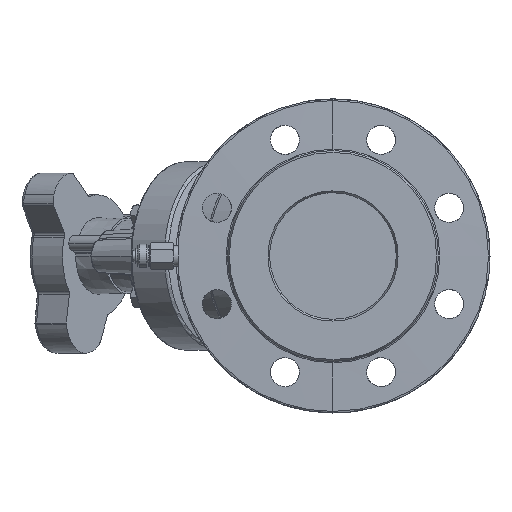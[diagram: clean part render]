
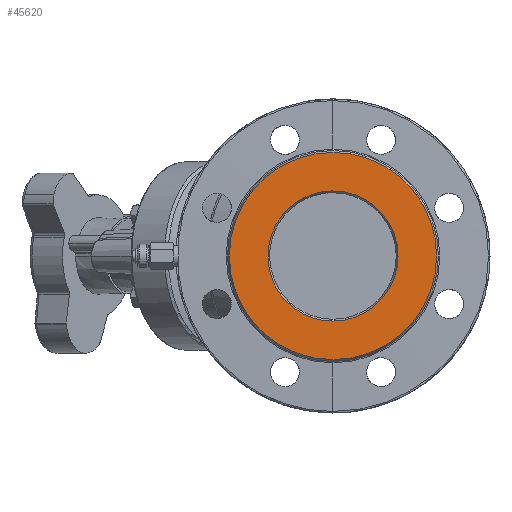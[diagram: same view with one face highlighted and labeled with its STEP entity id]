
A CAD part, left-side view. The second image highlights one B-rep face of the part: STEP entity #45620.
In plain terms, the highlighted planar face has unit normal (-1, 0, 0).
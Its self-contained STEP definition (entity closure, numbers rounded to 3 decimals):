
#713=CARTESIAN_POINT('Vertex',(-75.,0.,-41.443)) ;
#716=CARTESIAN_POINT('Axis2P3D Location',(-75.,0.,0.)) ;
#720=CARTESIAN_POINT('Vertex',(-75.,0.,41.443)) ;
#740=CARTESIAN_POINT('Axis2P3D Location',(-75.,0.,0.)) ;
#744=CARTESIAN_POINT('Vertex',(-75.,0.,66.)) ;
#746=CARTESIAN_POINT('Vertex',(-75.,0.,-66.)) ;
#45576=CARTESIAN_POINT('Axis2P3D Location',(-75.,0.,0.)) ;
#45581=CARTESIAN_POINT('Axis2P3D Location',(-75.,0.,0.)) ;
#45591=CARTESIAN_POINT('Control Point',(-75.,0.,-41.443)) ;
#45592=CARTESIAN_POINT('Control Point',(-75.,3.785,-41.443)) ;
#45593=CARTESIAN_POINT('Control Point',(-75.,7.569,-41.011)) ;
#45594=CARTESIAN_POINT('Control Point',(-75.,11.288,-40.147)) ;
#45595=CARTESIAN_POINT('Control Point',(-75.,18.463,-37.586)) ;
#45596=CARTESIAN_POINT('Control Point',(-75.,24.875,-33.473)) ;
#45597=CARTESIAN_POINT('Control Point',(-75.,27.832,-31.058)) ;
#45598=CARTESIAN_POINT('Control Point',(-75.,33.142,-25.595)) ;
#45599=CARTESIAN_POINT('Control Point',(-75.,37.085,-19.077)) ;
#45600=CARTESIAN_POINT('Control Point',(-75.,38.674,-15.605)) ;
#45601=CARTESIAN_POINT('Control Point',(-75.,41.032,-8.361)) ;
#45602=CARTESIAN_POINT('Control Point',(-75.,41.697,-0.772)) ;
#45603=CARTESIAN_POINT('Control Point',(-75.,41.593,3.045)) ;
#45604=CARTESIAN_POINT('Control Point',(-75.,40.515,10.586)) ;
#45605=CARTESIAN_POINT('Control Point',(-75.,37.766,17.691)) ;
#45606=CARTESIAN_POINT('Control Point',(-75.,35.99,21.071)) ;
#45607=CARTESIAN_POINT('Control Point',(-75.,31.697,27.365)) ;
#45608=CARTESIAN_POINT('Control Point',(-75.,26.097,32.529)) ;
#45609=CARTESIAN_POINT('Control Point',(-75.,23.013,34.78)) ;
#45610=CARTESIAN_POINT('Control Point',(-75.,16.781,38.312)) ;
#45611=CARTESIAN_POINT('Control Point',(-75.,9.952,40.439)) ;
#45612=CARTESIAN_POINT('Control Point',(-75.,6.665,41.108)) ;
#45613=CARTESIAN_POINT('Control Point',(-75.,3.332,41.443)) ;
#45614=CARTESIAN_POINT('Control Point',(-75.,0.,41.443)) ;
#717=DIRECTION('Axis2P3D Direction',(-1.,0.,0.)) ;
#741=DIRECTION('Axis2P3D Direction',(1.,0.,0.)) ;
#45577=DIRECTION('Axis2P3D Direction',(-1.,0.,0.)) ;
#45578=DIRECTION('Axis2P3D XDirection',(0.,0.,1.)) ;
#45582=DIRECTION('Axis2P3D Direction',(-1.,0.,0.)) ;
#718=AXIS2_PLACEMENT_3D('Circle Axis2P3D',#716,#717,$) ;
#742=AXIS2_PLACEMENT_3D('Circle Axis2P3D',#740,#741,$) ;
#45579=AXIS2_PLACEMENT_3D('Plane Axis2P3D',#45576,#45577,#45578) ;
#45583=AXIS2_PLACEMENT_3D('Circle Axis2P3D',#45581,#45582,$) ;
#719=CIRCLE('generated circle',#718,41.443) ;
#743=CIRCLE('generated circle',#742,66.) ;
#45584=CIRCLE('generated circle',#45583,66.) ;
#45580=PLANE('',#45579) ;
#45619=FACE_BOUND('',#45616,.T.) ;
#722=EDGE_CURVE('',#721,#714,#719,.F.) ;
#748=EDGE_CURVE('',#745,#747,#743,.F.) ;
#45585=EDGE_CURVE('',#747,#745,#45584,.T.) ;
#45615=EDGE_CURVE('',#714,#721,#45590,.T.) ;
#45587=ORIENTED_EDGE('',*,*,#45585,.T.) ;
#45588=ORIENTED_EDGE('',*,*,#748,.T.) ;
#45617=ORIENTED_EDGE('',*,*,#722,.T.) ;
#45618=ORIENTED_EDGE('',*,*,#45615,.T.) ;
#45586=EDGE_LOOP('',(#45587,#45588)) ;
#45616=EDGE_LOOP('',(#45617,#45618)) ;
#714=VERTEX_POINT('',#713) ;
#721=VERTEX_POINT('',#720) ;
#745=VERTEX_POINT('',#744) ;
#747=VERTEX_POINT('',#746) ;
#45620=ADVANCED_FACE('NONE',(#45589,#45619),#45580,.T.) ;
#45590=B_SPLINE_CURVE_WITH_KNOTS('',5,(#45591,#45592,#45593,#45594,#45595,#45596,#45597,#45598,#45599,#45600,#45601,#45602,#45603,#45604,#45605,#45606,#45607,#45608,#45609,#45610,#45611,#45612,#45613,#45614),.UNSPECIFIED.,.F.,.U.,(6,3,3,3,3,3,3,6),(0.,26.761,53.521,80.282,107.042,133.803,160.564,184.127),.UNSPECIFIED.) ;
#45589=FACE_OUTER_BOUND('',#45586,.T.) ;
